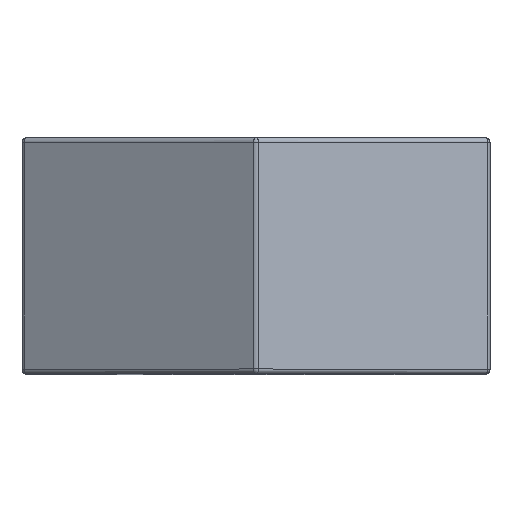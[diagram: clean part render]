
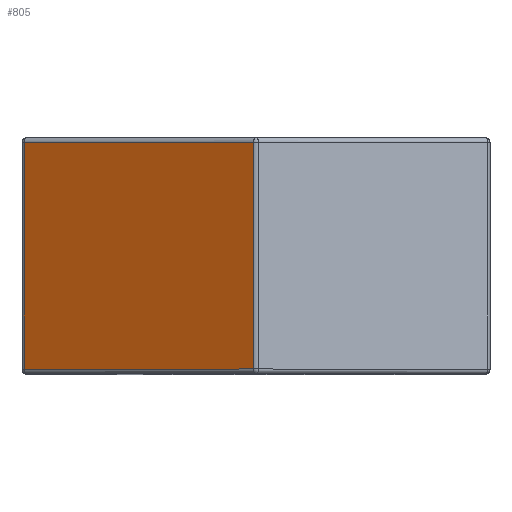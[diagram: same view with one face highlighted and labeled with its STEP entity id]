
A CAD part, top view. The second image highlights one B-rep face of the part: STEP entity #805.
In plain terms, the highlighted planar face has unit normal (-0.5, 0, 0.866).
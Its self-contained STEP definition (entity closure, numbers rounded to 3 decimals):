
#24=PLANE('',#913);
#85=FACE_OUTER_BOUND('',#139,.T.);
#139=EDGE_LOOP('',(#672,#673,#674,#675));
#236=LINE('',#1605,#283);
#240=LINE('',#1611,#287);
#249=LINE('',#1624,#296);
#251=LINE('',#1627,#298);
#283=VECTOR('',#1078,10.);
#287=VECTOR('',#1086,10.);
#296=VECTOR('',#1103,10.);
#298=VECTOR('',#1107,10.);
#357=VERTEX_POINT('',#1550);
#365=VERTEX_POINT('',#1575);
#367=VERTEX_POINT('',#1584);
#373=VERTEX_POINT('',#1598);
#457=EDGE_CURVE('',#373,#365,#236,.T.);
#461=EDGE_CURVE('',#367,#373,#240,.T.);
#470=EDGE_CURVE('',#357,#367,#249,.T.);
#472=EDGE_CURVE('',#365,#357,#251,.T.);
#672=ORIENTED_EDGE('',*,*,#457,.F.);
#673=ORIENTED_EDGE('',*,*,#461,.F.);
#674=ORIENTED_EDGE('',*,*,#470,.F.);
#675=ORIENTED_EDGE('',*,*,#472,.F.);
#805=ADVANCED_FACE('',(#85),#24,.T.);
#913=AXIS2_PLACEMENT_3D('',#1836,#1142,#1143);
#1078=DIRECTION('',(-0.866,0.,-0.5));
#1086=DIRECTION('',(0.,-1.,0.));
#1103=DIRECTION('',(0.866,0.,0.5));
#1107=DIRECTION('',(0.,1.,0.));
#1142=DIRECTION('center_axis',(-0.5,0.,0.866));
#1143=DIRECTION('ref_axis',(0.866,0.,0.5));
#1550=CARTESIAN_POINT('',(-4.9,4.9,2.887));
#1575=CARTESIAN_POINT('',(-4.9,0.1,2.887));
#1584=CARTESIAN_POINT('',(-0.05,4.9,5.687));
#1598=CARTESIAN_POINT('',(-0.05,0.1,5.687));
#1605=CARTESIAN_POINT('',(-3.713,0.1,3.572));
#1611=CARTESIAN_POINT('',(-0.05,0.,5.687));
#1624=CARTESIAN_POINT('',(-3.713,4.9,3.572));
#1627=CARTESIAN_POINT('',(-4.9,0.,2.887));
#1836=CARTESIAN_POINT('Origin',(-4.95,0.,2.858));
